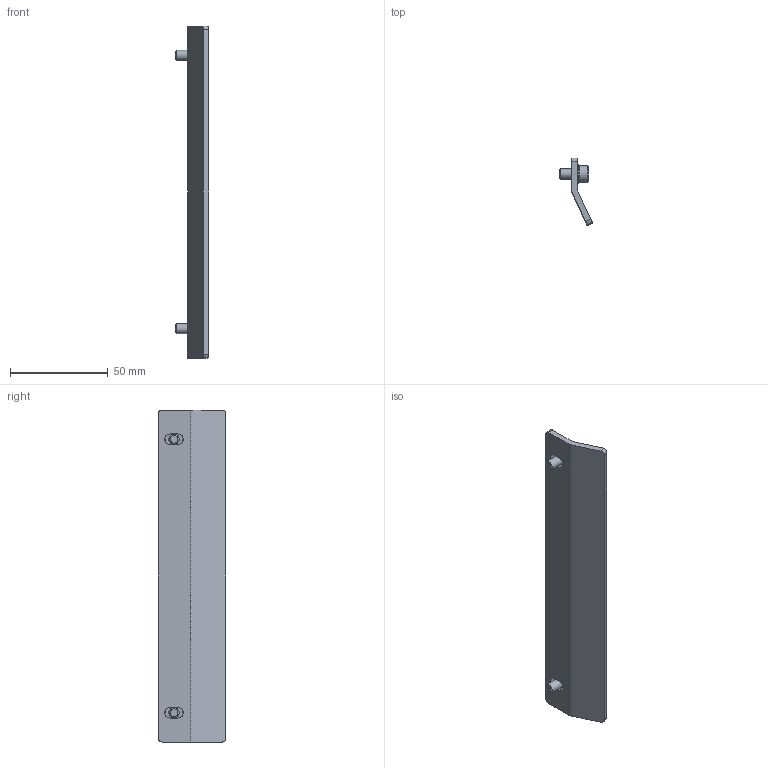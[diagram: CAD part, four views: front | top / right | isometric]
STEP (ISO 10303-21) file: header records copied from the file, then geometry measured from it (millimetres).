
FILE_DESCRIPTION(/* description */ ('STEP AP214'),/* implementation_level */ '2;1');
FILE_NAME(/* name */ '558049_SF-EGC-1-120',/* time_stamp */ '2024-09-15T01:43:21+02:00',/* author */ ('License CC BY-ND 4.0'),/* organization */ ('CADENAS'),/* preprocessor_version */ 'ST-DEVELOPER v19.3',/* originating_system */ 'PARTsolutions',/* authorisation */ ' ');
FILE_SCHEMA (('AUTOMOTIVE_DESIGN {1 0 10303 214 3 1 1}'));
Length unit declared in the file: millimetre
Products named in the file (4): 558049 SF-EGC-1-120; 558049 SF-EGC-1-120_(p); 414500 S5; DIN-912 - M5x10(F)
Assembly tree (5 placements, depth 2):
  558049 SF-EGC-1-120
    558049 SF-EGC-1-120_(p)
    414500 S5  x2
    DIN-912 - M5x10(F)  x2
Bounding box: 17.06 x 34.43 x 170 mm (x, y, z)
Volume: 18774.9 mm3; surface area: 14345.1 mm2
Topology: 5 solids, 5 shells, 86 faces, 178 edges, 104 vertices
Faces by surface type: plane 46, cone 22, cylinder 18
Full cylindrical faces by diameter (mm): 5 x2, 5.3 x2, 8.5 x2, 9 x2
Entity records: 1553 total; most frequent: DIRECTION 266, CARTESIAN_POINT 263, ORIENTED_EDGE 216, EDGE_CURVE 108, AXIS2_PLACEMENT_3D 104, VERTEX_POINT 71, FACE_BOUND 71, EDGE_LOOP 70
